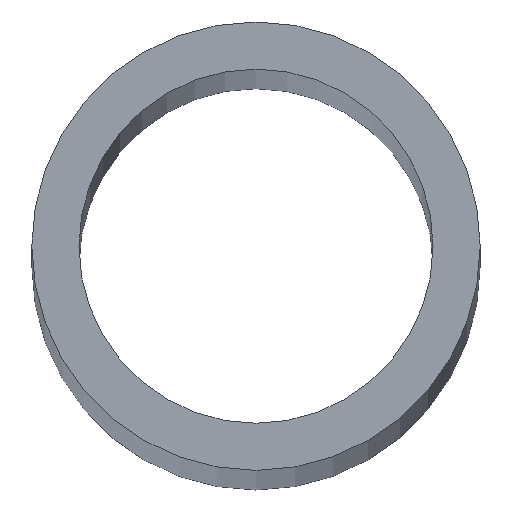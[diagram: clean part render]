
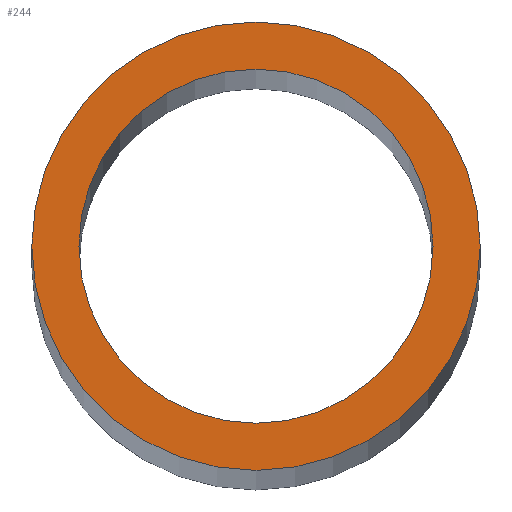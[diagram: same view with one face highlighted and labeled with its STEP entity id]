
A CAD part, top view. The second image highlights one B-rep face of the part: STEP entity #244.
In plain terms, the highlighted planar face has unit normal (0, 0, 1).
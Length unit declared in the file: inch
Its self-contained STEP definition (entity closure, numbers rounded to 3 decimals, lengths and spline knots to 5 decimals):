
#1 = CARTESIAN_POINT ( 'NONE',  ( 4.31, 0., 216. ) ) ;
#4 = CARTESIAN_POINT ( 'NONE',  ( 3.404, 0., 216. ) ) ;
#17 = CARTESIAN_POINT ( 'NONE',  ( -3.404, 0., 216. ) ) ;
#25 = CARTESIAN_POINT ( 'NONE',  ( 0., 0., 216. ) ) ;
#26 = DIRECTION ( 'NONE',  ( 0., 0., 1. ) ) ;
#34 = EDGE_CURVE ( 'NONE', #59, #192, #160, .T. ) ;
#36 = DIRECTION ( 'NONE',  ( 1., 0., 0. ) ) ;
#47 = DIRECTION ( 'NONE',  ( 1., 0., 0. ) ) ;
#50 = FACE_BOUND ( 'NONE', #72, .T. ) ;
#51 = CARTESIAN_POINT ( 'NONE',  ( 0., 0., 216. ) ) ;
#52 = EDGE_LOOP ( 'NONE', ( #136, #135 ) ) ;
#59 = VERTEX_POINT ( 'NONE', #1 ) ;
#61 = EDGE_CURVE ( 'NONE', #89, #124, #65, .T. ) ;
#62 = DIRECTION ( 'NONE',  ( 0., 0., 1. ) ) ;
#65 = CIRCLE ( 'NONE', #234, 3.404 ) ;
#70 = CARTESIAN_POINT ( 'NONE',  ( 0., 0., 216. ) ) ;
#72 = EDGE_LOOP ( 'NONE', ( #96, #168 ) ) ;
#73 = AXIS2_PLACEMENT_3D ( 'NONE', #25, #62, #47 ) ;
#79 = DIRECTION ( 'NONE',  ( 0., 0., 1. ) ) ;
#89 = VERTEX_POINT ( 'NONE', #4 ) ;
#96 = ORIENTED_EDGE ( 'NONE', *, *, #249, .F. ) ;
#100 = EDGE_CURVE ( 'NONE', #192, #59, #227, .T. ) ;
#104 = DIRECTION ( 'NONE',  ( 0., 0., 1. ) ) ;
#114 = DIRECTION ( 'NONE',  ( 1., 0., 0. ) ) ;
#115 = DIRECTION ( 'NONE',  ( 1., 0., 0. ) ) ;
#124 = VERTEX_POINT ( 'NONE', #17 ) ;
#127 = DIRECTION ( 'NONE',  ( 0., 0., 1. ) ) ;
#135 = ORIENTED_EDGE ( 'NONE', *, *, #34, .T. ) ;
#136 = ORIENTED_EDGE ( 'NONE', *, *, #100, .T. ) ;
#140 = AXIS2_PLACEMENT_3D ( 'NONE', #51, #127, #36 ) ;
#143 = CARTESIAN_POINT ( 'NONE',  ( 0., 0., 216. ) ) ;
#160 = CIRCLE ( 'NONE', #219, 4.31 ) ;
#168 = ORIENTED_EDGE ( 'NONE', *, *, #61, .F. ) ;
#191 = DIRECTION ( 'NONE',  ( 1., 0., 0. ) ) ;
#192 = VERTEX_POINT ( 'NONE', #238 ) ;
#201 = CARTESIAN_POINT ( 'NONE',  ( 0., 0., 216. ) ) ;
#218 = FACE_OUTER_BOUND ( 'NONE', #52, .T. ) ;
#219 = AXIS2_PLACEMENT_3D ( 'NONE', #70, #79, #114 ) ;
#227 = CIRCLE ( 'NONE', #73, 4.31 ) ;
#228 = CIRCLE ( 'NONE', #140, 3.404 ) ;
#232 = AXIS2_PLACEMENT_3D ( 'NONE', #143, #104, #191 ) ;
#234 = AXIS2_PLACEMENT_3D ( 'NONE', #201, #26, #115 ) ;
#238 = CARTESIAN_POINT ( 'NONE',  ( -4.31, 0., 216. ) ) ;
#244 = ADVANCED_FACE ( 'NONE', ( #218, #50 ), #248, .T. ) ;
#248 = PLANE ( 'NONE',  #232 ) ;
#249 = EDGE_CURVE ( 'NONE', #124, #89, #228, .T. ) ;
